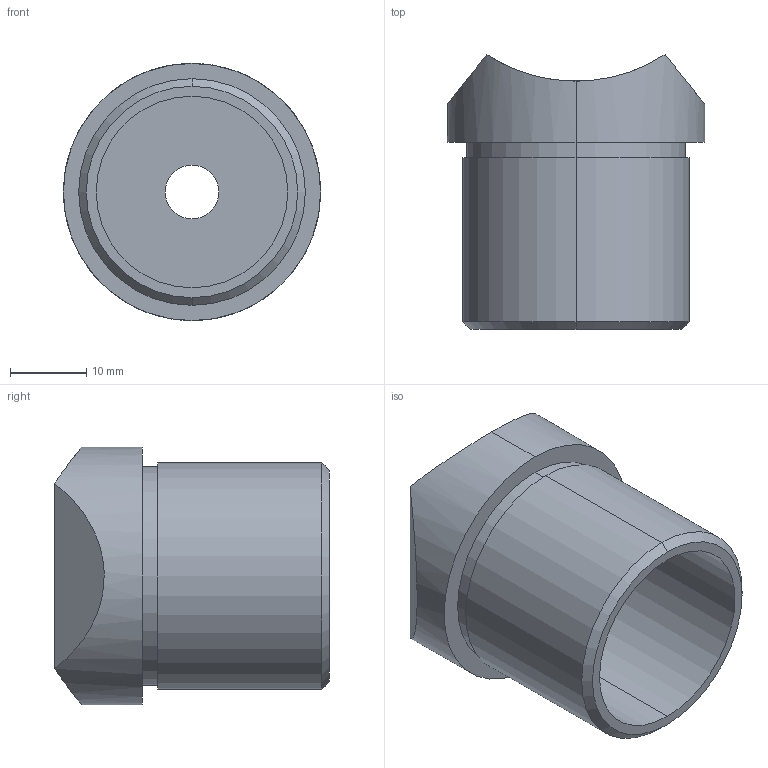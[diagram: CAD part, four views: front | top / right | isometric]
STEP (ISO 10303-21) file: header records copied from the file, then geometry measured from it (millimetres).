
FILE_DESCRIPTION (( 'STEP AP203' ), '1' );
FILE_NAME ('60214-240.STEP', '2016-05-03T07:54:35', ( '' ), ( '' ), 'SwSTEP 2.0', 'SolidWorks 2015', '' );
FILE_SCHEMA (( 'CONFIG_CONTROL_DESIGN' ));
Length unit declared in the file: millimetre
Products named in the file (1): 60214-240
Bounding box: 33.7 x 36 x 33.7 mm (x, y, z)
Volume: 9842.4 mm3; surface area: 7585.7 mm2
Topology: 1 solids, 1 shells, 241 faces, 628 edges, 418 vertices
Faces by surface type: plane 139, bspline 87, cylinder 13, cone 2
Entity records: 12401 total; most frequent: CARTESIAN_POINT 6987, ORIENTED_EDGE 1256, DIRECTION 778, EDGE_CURVE 628, LINE 424, VECTOR 424, VERTEX_POINT 418, EDGE_LOOP 272
